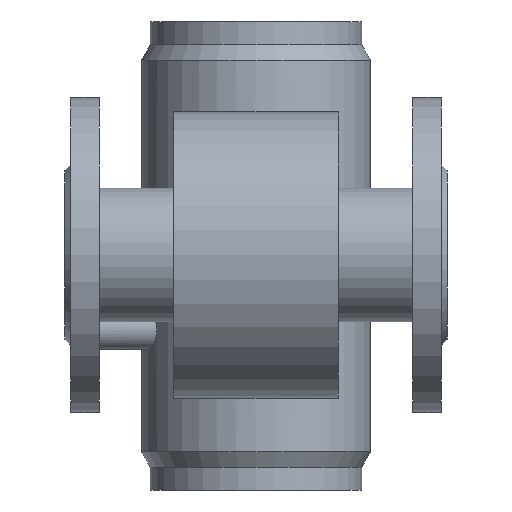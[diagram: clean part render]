
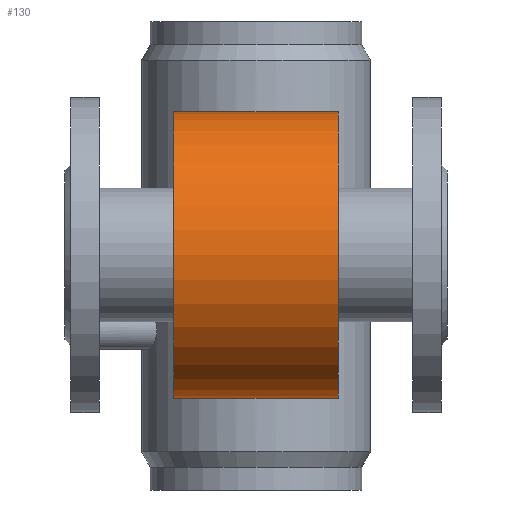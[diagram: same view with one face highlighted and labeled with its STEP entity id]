
A CAD part, front view. The second image highlights one B-rep face of the part: STEP entity #130.
In plain terms, the highlighted cylindrical face has radius 75 mm (diameter 150 mm), a full revolution.
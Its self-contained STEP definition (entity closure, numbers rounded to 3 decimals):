
#96=CYLINDRICAL_SURFACE('',#704,75.);
#106=B_SPLINE_CURVE_WITH_KNOTS('',3,(#1059,#1060,#1061,#1062,#1063,#1064,
#1065,#1066,#1067,#1068,#1069,#1070,#1071,#1072,#1073,#1074,#1075,#1076,
#1077,#1078,#1079,#1080,#1081,#1082,#1083,#1084,#1085,#1086,#1087,#1088,
#1089,#1090),.UNSPECIFIED.,.T.,.F.,(2,2,2,2,2,2,2,2,2,2,2,2,2,2,2,2,2,2),
(-0.062,0.,0.063,0.125,0.188,0.25,0.313,0.375,0.438,0.5,
0.563,0.625,0.75,0.813,0.875,0.938,1.,1.063),.UNSPECIFIED.);
#130=ADVANCED_FACE('',(#206,#207,#208),#96,.T.);
#206=FACE_BOUND('',#300,.T.);
#207=FACE_BOUND('',#301,.T.);
#208=FACE_BOUND('',#302,.T.);
#300=EDGE_LOOP('',(#405));
#301=EDGE_LOOP('',(#406));
#302=EDGE_LOOP('',(#407));
#405=ORIENTED_EDGE('',*,*,#576,.T.);
#406=ORIENTED_EDGE('',*,*,#577,.F.);
#407=ORIENTED_EDGE('',*,*,#549,.T.);
#493=VERTEX_POINT('',#1091);
#520=VERTEX_POINT('',#1159);
#521=VERTEX_POINT('',#1161);
#549=EDGE_CURVE('',#493,#493,#106,.T.);
#576=EDGE_CURVE('',#520,#520,#630,.T.);
#577=EDGE_CURVE('',#521,#521,#631,.T.);
#630=CIRCLE('',#702,75.);
#631=CIRCLE('',#703,75.);
#702=AXIS2_PLACEMENT_3D('',#1158,#860,#861);
#703=AXIS2_PLACEMENT_3D('',#1160,#862,#863);
#704=AXIS2_PLACEMENT_3D('',#1162,#864,#865);
#860=DIRECTION('',(-1.,0.,0.));
#861=DIRECTION('',(0.,1.,0.));
#862=DIRECTION('',(-1.,0.,0.));
#863=DIRECTION('',(0.,-1.,0.));
#864=DIRECTION('',(-1.,0.,0.));
#865=DIRECTION('',(0.,-1.,0.));
#1059=CARTESIAN_POINT('',(-5.614,71.704,-21.993));
#1060=CARTESIAN_POINT('',(0.324,71.485,-22.695));
#1061=CARTESIAN_POINT('',(3.315,71.566,-22.449));
#1062=CARTESIAN_POINT('',(8.996,72.053,-20.834));
#1063=CARTESIAN_POINT('',(11.666,72.455,-19.46));
#1064=CARTESIAN_POINT('',(16.245,73.332,-15.839));
#1065=CARTESIAN_POINT('',(18.192,73.809,-13.559));
#1066=CARTESIAN_POINT('',(21.053,74.566,-8.46));
#1067=CARTESIAN_POINT('',(21.994,74.849,-5.59));
#1068=CARTESIAN_POINT('',(22.691,75.057,0.276));
#1069=CARTESIAN_POINT('',(22.457,74.983,3.282));
#1070=CARTESIAN_POINT('',(20.835,74.513,9.));
#1071=CARTESIAN_POINT('',(19.47,74.126,11.654));
#1072=CARTESIAN_POINT('',(15.826,73.254,16.261));
#1073=CARTESIAN_POINT('',(13.555,72.775,18.195));
#1074=CARTESIAN_POINT('',(8.451,71.999,21.057));
#1075=CARTESIAN_POINT('',(5.575,71.703,21.996));
#1076=CARTESIAN_POINT('',(-0.271,71.486,22.69));
#1077=CARTESIAN_POINT('',(-3.303,71.566,22.45));
#1078=CARTESIAN_POINT('',(-8.969,72.05,20.844));
#1079=CARTESIAN_POINT('',(-11.635,72.45,19.481));
#1080=CARTESIAN_POINT('',(-18.561,73.775,14.012));
#1081=CARTESIAN_POINT('',(-21.647,74.746,8.527));
#1082=CARTESIAN_POINT('',(-22.692,75.057,-0.292));
#1083=CARTESIAN_POINT('',(-22.448,74.981,-3.313));
#1084=CARTESIAN_POINT('',(-20.841,74.515,-8.975));
#1085=CARTESIAN_POINT('',(-19.466,74.126,-11.655));
#1086=CARTESIAN_POINT('',(-15.845,73.258,-16.24));
#1087=CARTESIAN_POINT('',(-13.575,72.778,-18.182));
#1088=CARTESIAN_POINT('',(-8.456,71.999,-21.056));
#1089=CARTESIAN_POINT('',(-5.614,71.704,-21.993));
#1090=CARTESIAN_POINT('',(0.324,71.485,-22.695));
#1091=CARTESIAN_POINT('',(-2.645,71.594,-22.344));
#1158=CARTESIAN_POINT('',(43.,0.,0.));
#1159=CARTESIAN_POINT('',(43.,75.,0.));
#1160=CARTESIAN_POINT('',(-43.,0.,0.));
#1161=CARTESIAN_POINT('',(-43.,-75.,0.));
#1162=CARTESIAN_POINT('',(-100.,0.,0.));
